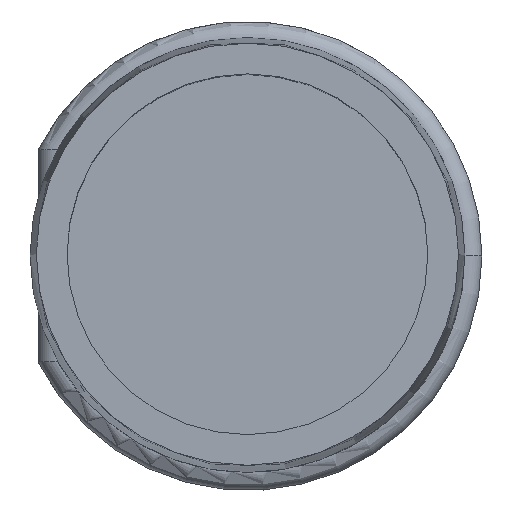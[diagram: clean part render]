
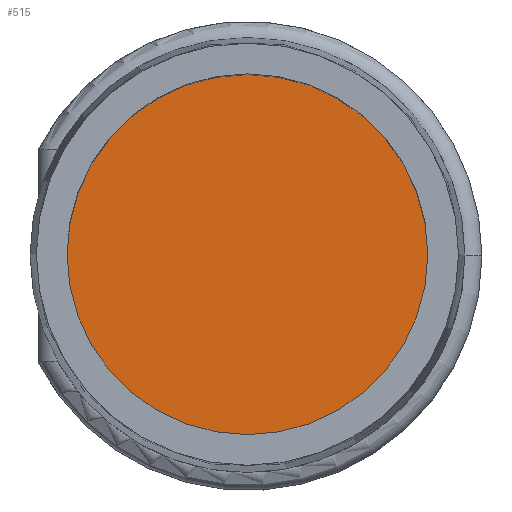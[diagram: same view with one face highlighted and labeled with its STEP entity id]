
A CAD part, top view. The second image highlights one B-rep face of the part: STEP entity #515.
In plain terms, the highlighted planar face has unit normal (0, 0, 1).
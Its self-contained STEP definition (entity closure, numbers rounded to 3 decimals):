
#184 = EDGE_CURVE ( 'NONE', #1993, #2745, #669, .T. ) ;
#291 = DIRECTION ( 'NONE',  ( 0., 0., 1. ) ) ;
#313 = DIRECTION ( 'NONE',  ( 1., 0., 0. ) ) ;
#515 = ADVANCED_FACE ( 'NONE', ( #1106 ), #2591, .T. ) ;
#552 = CARTESIAN_POINT ( 'NONE',  ( 19.716, 0., 70.5 ) ) ;
#602 = DIRECTION ( 'NONE',  ( 0., 0., 1. ) ) ;
#604 = CARTESIAN_POINT ( 'NONE',  ( 39.716, 0., 70.5 ) ) ;
#669 = CIRCLE ( 'NONE', #2167, 20. ) ;
#897 = AXIS2_PLACEMENT_3D ( 'NONE', #1234, #602, #2120 ) ;
#969 = EDGE_CURVE ( 'NONE', #2745, #1993, #1761, .T. ) ;
#1106 = FACE_OUTER_BOUND ( 'NONE', #1372, .T. ) ;
#1234 = CARTESIAN_POINT ( 'NONE',  ( 39.716, 0., 70.5 ) ) ;
#1364 = CARTESIAN_POINT ( 'NONE',  ( 39.716, 0., 70.5 ) ) ;
#1372 = EDGE_LOOP ( 'NONE', ( #1586, #2711 ) ) ;
#1468 = DIRECTION ( 'NONE',  ( 1., 0., 0. ) ) ;
#1586 = ORIENTED_EDGE ( 'NONE', *, *, #184, .T. ) ;
#1654 = AXIS2_PLACEMENT_3D ( 'NONE', #604, #1951, #1468 ) ;
#1761 = CIRCLE ( 'NONE', #897, 20. ) ;
#1951 = DIRECTION ( 'NONE',  ( 0., 0., 1. ) ) ;
#1993 = VERTEX_POINT ( 'NONE', #552 ) ;
#2047 = CARTESIAN_POINT ( 'NONE',  ( 59.716, 0., 70.5 ) ) ;
#2120 = DIRECTION ( 'NONE',  ( 1., 0., 0. ) ) ;
#2167 = AXIS2_PLACEMENT_3D ( 'NONE', #1364, #291, #313 ) ;
#2591 = PLANE ( 'NONE',  #1654 ) ;
#2711 = ORIENTED_EDGE ( 'NONE', *, *, #969, .T. ) ;
#2745 = VERTEX_POINT ( 'NONE', #2047 ) ;
